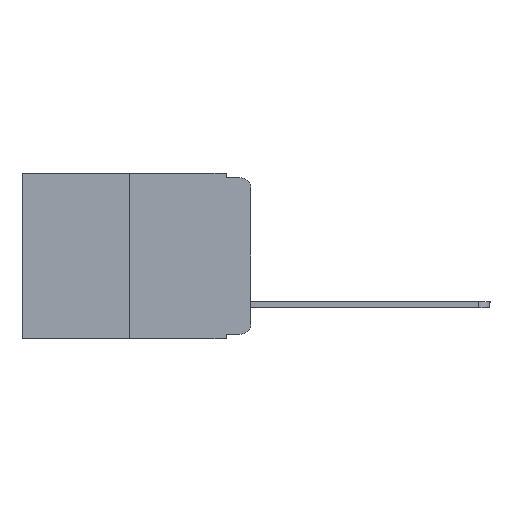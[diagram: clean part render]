
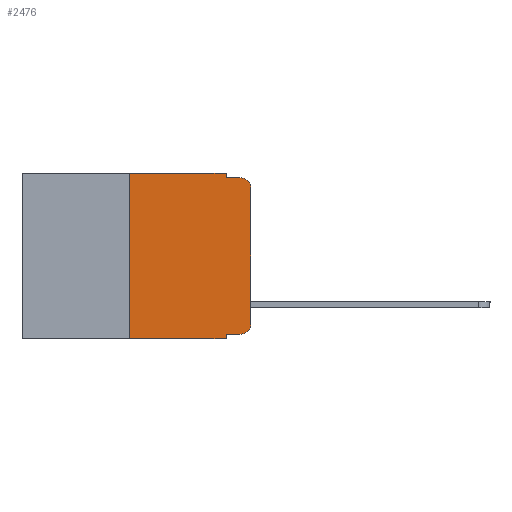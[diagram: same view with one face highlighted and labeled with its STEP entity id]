
A CAD part, left-side view. The second image highlights one B-rep face of the part: STEP entity #2476.
In plain terms, the highlighted planar face has unit normal (-1, 0, 0).
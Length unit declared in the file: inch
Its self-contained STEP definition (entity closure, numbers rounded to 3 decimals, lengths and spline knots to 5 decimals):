
#138 = LINE ( 'NONE', #12125, #15241 ) ;
#152 = ORIENTED_EDGE ( 'NONE', *, *, #15663, .F. ) ;
#450 = VERTEX_POINT ( 'NONE', #7687 ) ;
#989 = CARTESIAN_POINT ( 'NONE',  ( 0., 0.25, -0.343 ) ) ;
#1277 = VERTEX_POINT ( 'NONE', #3104 ) ;
#1293 = DIRECTION ( 'NONE',  ( 0., 0., -1. ) ) ;
#1608 = DIRECTION ( 'NONE',  ( 0., -1., 0. ) ) ;
#1668 = LINE ( 'NONE', #10733, #17625 ) ;
#2017 = ORIENTED_EDGE ( 'NONE', *, *, #2225, .T. ) ;
#2225 = EDGE_CURVE ( 'NONE', #1277, #7914, #138, .T. ) ;
#2347 = DIRECTION ( 'NONE',  ( 0., 0., 1. ) ) ;
#2446 = PLANE ( 'NONE',  #7220 ) ;
#2476 = ADVANCED_FACE ( 'NONE', ( #15892 ), #2446, .F. ) ;
#2629 = DIRECTION ( 'NONE',  ( 1., 0., 0. ) ) ;
#2785 = CARTESIAN_POINT ( 'NONE',  ( 0., 0.051, 0. ) ) ;
#3104 = CARTESIAN_POINT ( 'NONE',  ( 0., 0.051, -0.333 ) ) ;
#3156 = CARTESIAN_POINT ( 'NONE',  ( 0., 0.051, 0. ) ) ;
#3248 = EDGE_CURVE ( 'NONE', #8348, #8767, #12386, .T. ) ;
#3515 = ORIENTED_EDGE ( 'NONE', *, *, #13203, .T. ) ;
#3547 = CARTESIAN_POINT ( 'NONE',  ( 0., 0., -0.03 ) ) ;
#3756 = CARTESIAN_POINT ( 'NONE',  ( 0., 0.051, -0.01 ) ) ;
#3878 = CARTESIAN_POINT ( 'NONE',  ( 0., 0.473, 0. ) ) ;
#4117 = DIRECTION ( 'NONE',  ( 0., -1., 0. ) ) ;
#4154 = VERTEX_POINT ( 'NONE', #989 ) ;
#4557 = ORIENTED_EDGE ( 'NONE', *, *, #9613, .F. ) ;
#4815 = CARTESIAN_POINT ( 'NONE',  ( 0., 0.051, -0.01 ) ) ;
#4840 = DIRECTION ( 'NONE',  ( 0., 0., 1. ) ) ;
#5429 = CARTESIAN_POINT ( 'NONE',  ( 0., 0.02, -0.01 ) ) ;
#5576 = CARTESIAN_POINT ( 'NONE',  ( 0., 0.02, -0.03 ) ) ;
#5594 = AXIS2_PLACEMENT_3D ( 'NONE', #8138, #14043, #1293 ) ;
#6277 = VECTOR ( 'NONE', #14187, 39.37008 ) ;
#7068 = DIRECTION ( 'NONE',  ( 0., 0., -1. ) ) ;
#7220 = AXIS2_PLACEMENT_3D ( 'NONE', #3878, #2629, #7068 ) ;
#7291 = CARTESIAN_POINT ( 'NONE',  ( 0., 0.25, 0. ) ) ;
#7307 = CARTESIAN_POINT ( 'NONE',  ( 0., 0.473, -0.343 ) ) ;
#7687 = CARTESIAN_POINT ( 'NONE',  ( 0., 0.051, -0.343 ) ) ;
#7914 = VERTEX_POINT ( 'NONE', #10826 ) ;
#8138 = CARTESIAN_POINT ( 'NONE',  ( 0., 0.02, -0.313 ) ) ;
#8348 = VERTEX_POINT ( 'NONE', #3547 ) ;
#8375 = LINE ( 'NONE', #14374, #11610 ) ;
#8600 = VERTEX_POINT ( 'NONE', #10466 ) ;
#8767 = VERTEX_POINT ( 'NONE', #5429 ) ;
#9613 = EDGE_CURVE ( 'NONE', #10132, #13308, #8375, .T. ) ;
#9934 = DIRECTION ( 'NONE',  ( 0., 0., -1. ) ) ;
#10132 = VERTEX_POINT ( 'NONE', #7291 ) ;
#10466 = CARTESIAN_POINT ( 'NONE',  ( 0., 0., -0.313 ) ) ;
#10497 = LINE ( 'NONE', #3156, #13915 ) ;
#10709 = DIRECTION ( 'NONE',  ( 0., -1., 0. ) ) ;
#10733 = CARTESIAN_POINT ( 'NONE',  ( 0., 0.25, 0. ) ) ;
#10826 = CARTESIAN_POINT ( 'NONE',  ( 0., 0.02, -0.333 ) ) ;
#10898 = LINE ( 'NONE', #4815, #12928 ) ;
#11476 = LINE ( 'NONE', #2785, #6277 ) ;
#11610 = VECTOR ( 'NONE', #4117, 39.37008 ) ;
#12125 = CARTESIAN_POINT ( 'NONE',  ( 0., 0.051, -0.333 ) ) ;
#12386 = CIRCLE ( 'NONE', #14244, 0.02 ) ;
#12417 = CIRCLE ( 'NONE', #5594, 0.02 ) ;
#12583 = LINE ( 'NONE', #18783, #14826 ) ;
#12874 = EDGE_CURVE ( 'NONE', #13805, #8767, #10898, .T. ) ;
#12928 = VECTOR ( 'NONE', #10709, 39.37008 ) ;
#13025 = DIRECTION ( 'NONE',  ( -1., 0., 0. ) ) ;
#13056 = EDGE_LOOP ( 'NONE', ( #14746, #18380, #15299, #18945, #4557, #16641, #3515, #152, #2017, #18440 ) ) ;
#13203 = EDGE_CURVE ( 'NONE', #4154, #450, #17853, .T. ) ;
#13308 = VERTEX_POINT ( 'NONE', #18043 ) ;
#13805 = VERTEX_POINT ( 'NONE', #3756 ) ;
#13915 = VECTOR ( 'NONE', #16516, 39.37008 ) ;
#14043 = DIRECTION ( 'NONE',  ( -1., 0., 0. ) ) ;
#14187 = DIRECTION ( 'NONE',  ( 0., 0., -1. ) ) ;
#14244 = AXIS2_PLACEMENT_3D ( 'NONE', #5576, #13025, #9934 ) ;
#14374 = CARTESIAN_POINT ( 'NONE',  ( 0., 0.473, 0. ) ) ;
#14491 = VECTOR ( 'NONE', #19113, 39.37008 ) ;
#14746 = ORIENTED_EDGE ( 'NONE', *, *, #15172, .T. ) ;
#14826 = VECTOR ( 'NONE', #2347, 39.37008 ) ;
#15172 = EDGE_CURVE ( 'NONE', #8600, #8348, #12583, .T. ) ;
#15241 = VECTOR ( 'NONE', #1608, 39.37008 ) ;
#15299 = ORIENTED_EDGE ( 'NONE', *, *, #12874, .F. ) ;
#15383 = EDGE_CURVE ( 'NONE', #4154, #10132, #1668, .T. ) ;
#15663 = EDGE_CURVE ( 'NONE', #1277, #450, #10497, .T. ) ;
#15892 = FACE_OUTER_BOUND ( 'NONE', #13056, .T. ) ;
#16500 = EDGE_CURVE ( 'NONE', #7914, #8600, #12417, .T. ) ;
#16516 = DIRECTION ( 'NONE',  ( 0., 0., -1. ) ) ;
#16641 = ORIENTED_EDGE ( 'NONE', *, *, #15383, .F. ) ;
#17471 = EDGE_CURVE ( 'NONE', #13308, #13805, #11476, .T. ) ;
#17625 = VECTOR ( 'NONE', #4840, 39.37008 ) ;
#17853 = LINE ( 'NONE', #7307, #14491 ) ;
#18043 = CARTESIAN_POINT ( 'NONE',  ( 0., 0.051, 0. ) ) ;
#18380 = ORIENTED_EDGE ( 'NONE', *, *, #3248, .T. ) ;
#18440 = ORIENTED_EDGE ( 'NONE', *, *, #16500, .T. ) ;
#18783 = CARTESIAN_POINT ( 'NONE',  ( 0., 0., 0. ) ) ;
#18945 = ORIENTED_EDGE ( 'NONE', *, *, #17471, .F. ) ;
#19113 = DIRECTION ( 'NONE',  ( 0., -1., 0. ) ) ;
